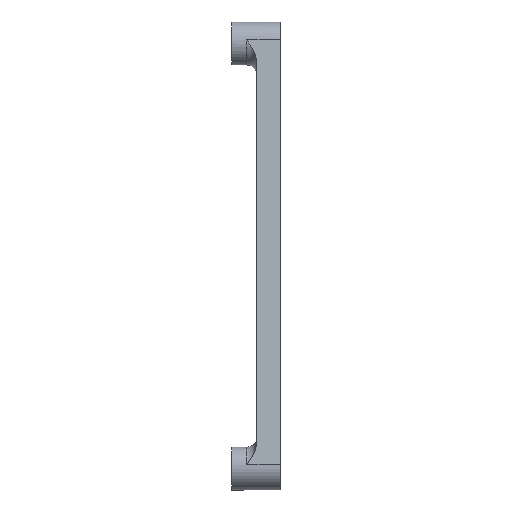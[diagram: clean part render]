
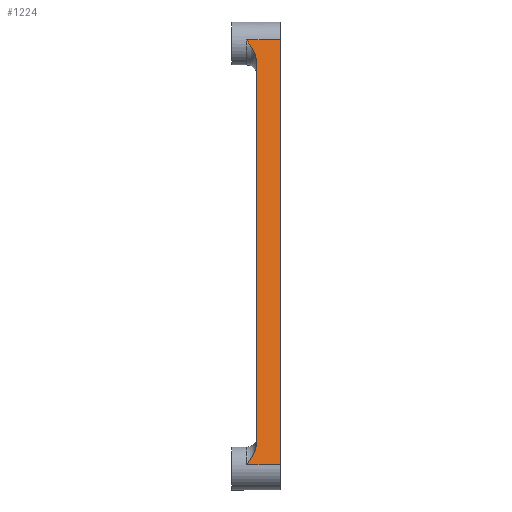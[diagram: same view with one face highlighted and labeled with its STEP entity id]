
A CAD part, left-side view. The second image highlights one B-rep face of the part: STEP entity #1224.
In plain terms, the highlighted planar face has unit normal (-0.986, 0, 0.166).
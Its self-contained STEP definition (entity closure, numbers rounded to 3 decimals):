
#68 = EDGE_CURVE ( 'NONE', #154, #1290, #1676, .T. ) ;
#113 = VECTOR ( 'NONE', #453, 1000. ) ;
#154 = VERTEX_POINT ( 'NONE', #324 ) ;
#156 = CARTESIAN_POINT ( 'NONE',  ( -31.445, 3.833, -29.467 ) ) ;
#205 = ORIENTED_EDGE ( 'NONE', *, *, #1083, .T. ) ;
#257 = CARTESIAN_POINT ( 'NONE',  ( -31.81, 3.6, -31.642 ) ) ;
#292 = CARTESIAN_POINT ( 'NONE',  ( -21.375, 3.833, 30.543 ) ) ;
#324 = CARTESIAN_POINT ( 'NONE',  ( -31.237, 3.6, -28.226 ) ) ;
#341 = VERTEX_POINT ( 'NONE', #1343 ) ;
#362 = CARTESIAN_POINT ( 'NONE',  ( -21.01, 0., 32.718 ) ) ;
#412 = CARTESIAN_POINT ( 'NONE',  ( -21.186, 4.402, 31.667 ) ) ;
#431 = ORIENTED_EDGE ( 'NONE', *, *, #1123, .T. ) ;
#453 = DIRECTION ( 'NONE',  ( 0.165, 0., 0.986 ) ) ;
#461 = CARTESIAN_POINT ( 'NONE',  ( -31.494, 3.957, -29.76 ) ) ;
#466 = EDGE_CURVE ( 'NONE', #341, #1622, #525, .T. ) ;
#497 = PLANE ( 'NONE',  #1802 ) ;
#525 = LINE ( 'NONE', #686, #575 ) ;
#575 = VECTOR ( 'NONE', #1844, 1000. ) ;
#686 = CARTESIAN_POINT ( 'NONE',  ( -31.81, 3.6, -31.642 ) ) ;
#749 = CARTESIAN_POINT ( 'NONE',  ( -31.237, 3.6, -28.226 ) ) ;
#770 = CARTESIAN_POINT ( 'NONE',  ( -21.01, 3.6, 32.718 ) ) ;
#782 = LINE ( 'NONE', #770, #2044 ) ;
#794 = DIRECTION ( 'NONE',  ( 0.986, 0., -0.165 ) ) ;
#808 = EDGE_LOOP ( 'NONE', ( #205, #1319, #431, #1701, #948, #1354 ) ) ;
#948 = ORIENTED_EDGE ( 'NONE', *, *, #1705, .T. ) ;
#961 = CARTESIAN_POINT ( 'NONE',  ( -31.81, 3.6, -31.642 ) ) ;
#962 = VERTEX_POINT ( 'NONE', #362 ) ;
#1021 = CARTESIAN_POINT ( 'NONE',  ( -31.81, 0., -31.642 ) ) ;
#1042 = CARTESIAN_POINT ( 'NONE',  ( -31.291, 3.6, -28.546 ) ) ;
#1076 = CARTESIAN_POINT ( 'NONE',  ( -31.636, 4.383, -30.602 ) ) ;
#1083 = EDGE_CURVE ( 'NONE', #1622, #962, #1134, .T. ) ;
#1123 = EDGE_CURVE ( 'NONE', #2019, #1290, #1287, .T. ) ;
#1134 = LINE ( 'NONE', #1021, #1754 ) ;
#1184 = CARTESIAN_POINT ( 'NONE',  ( -21.01, 5.1, 32.718 ) ) ;
#1224 = ADVANCED_FACE ( 'NONE', ( #1898 ), #497, .F. ) ;
#1225 = CARTESIAN_POINT ( 'NONE',  ( -31.81, 0., -31.642 ) ) ;
#1233 = CARTESIAN_POINT ( 'NONE',  ( -31.343, 3.654, -28.857 ) ) ;
#1285 = CARTESIAN_POINT ( 'NONE',  ( -21.583, 3.6, 29.302 ) ) ;
#1287 = B_SPLINE_CURVE_WITH_KNOTS ( 'NONE', 3,
 ( #1184, #1392, #1867, #412, #1854, #1358, #292, #1843, #1525, #2026 ),
 .UNSPECIFIED., .F., .F.,
 ( 4, 2, 2, 2, 4 ),
 ( 0., 0.001, 0.002, 0.003, 0.004 ),
 .UNSPECIFIED. ) ;
#1290 = VERTEX_POINT ( 'NONE', #1285 ) ;
#1319 = ORIENTED_EDGE ( 'NONE', *, *, #1731, .F. ) ;
#1343 = CARTESIAN_POINT ( 'NONE',  ( -31.81, 5.1, -31.642 ) ) ;
#1354 = ORIENTED_EDGE ( 'NONE', *, *, #466, .T. ) ;
#1358 = CARTESIAN_POINT ( 'NONE',  ( -21.326, 3.957, 30.836 ) ) ;
#1386 = DIRECTION ( 'NONE',  ( 0., -1., 0. ) ) ;
#1392 = CARTESIAN_POINT ( 'NONE',  ( -21.054, 4.922, 32.459 ) ) ;
#1397 = CARTESIAN_POINT ( 'NONE',  ( -31.723, 4.74, -31.12 ) ) ;
#1479 = CARTESIAN_POINT ( 'NONE',  ( -21.01, 5.1, 32.718 ) ) ;
#1485 = B_SPLINE_CURVE_WITH_KNOTS ( 'NONE', 3,
 ( #749, #1042, #1233, #156, #461, #1076, #1397, #1886 ),
 .UNSPECIFIED., .F., .F.,
 ( 4, 2, 2, 4 ),
 ( 0., 0.001, 0.002, 0.004 ),
 .UNSPECIFIED. ) ;
#1525 = CARTESIAN_POINT ( 'NONE',  ( -21.53, 3.6, 29.622 ) ) ;
#1622 = VERTEX_POINT ( 'NONE', #1225 ) ;
#1656 = DIRECTION ( 'NONE',  ( 0.165, 0., 0.986 ) ) ;
#1676 = LINE ( 'NONE', #257, #113 ) ;
#1701 = ORIENTED_EDGE ( 'NONE', *, *, #68, .F. ) ;
#1705 = EDGE_CURVE ( 'NONE', #154, #341, #1485, .T. ) ;
#1717 = DIRECTION ( 'NONE',  ( -0.165, 0., -0.986 ) ) ;
#1731 = EDGE_CURVE ( 'NONE', #2019, #962, #782, .T. ) ;
#1754 = VECTOR ( 'NONE', #1656, 1000. ) ;
#1802 = AXIS2_PLACEMENT_3D ( 'NONE', #961, #794, #1717 ) ;
#1843 = CARTESIAN_POINT ( 'NONE',  ( -21.478, 3.654, 29.933 ) ) ;
#1844 = DIRECTION ( 'NONE',  ( 0., -1., 0. ) ) ;
#1854 = CARTESIAN_POINT ( 'NONE',  ( -21.232, 4.241, 31.397 ) ) ;
#1867 = CARTESIAN_POINT ( 'NONE',  ( -21.097, 4.742, 32.198 ) ) ;
#1886 = CARTESIAN_POINT ( 'NONE',  ( -31.81, 5.1, -31.642 ) ) ;
#1898 = FACE_OUTER_BOUND ( 'NONE', #808, .T. ) ;
#2019 = VERTEX_POINT ( 'NONE', #1479 ) ;
#2026 = CARTESIAN_POINT ( 'NONE',  ( -21.583, 3.6, 29.302 ) ) ;
#2044 = VECTOR ( 'NONE', #1386, 1000. ) ;
